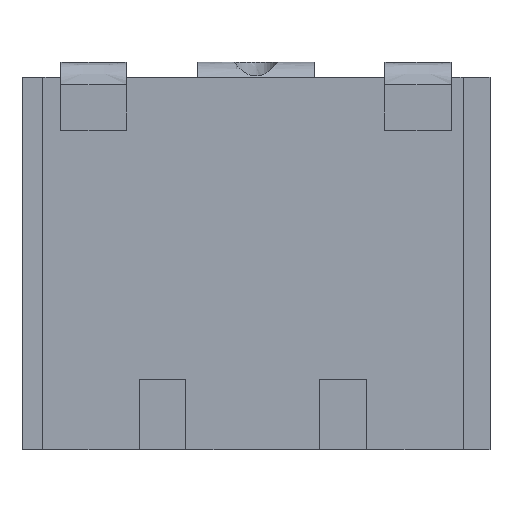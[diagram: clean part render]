
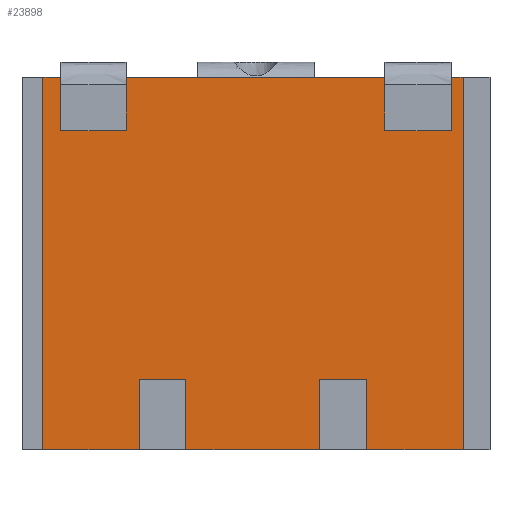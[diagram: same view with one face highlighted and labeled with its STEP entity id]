
A CAD part, front view. The second image highlights one B-rep face of the part: STEP entity #23898.
In plain terms, the highlighted free-form (B-spline) face has degree [1, 1] with [2, 2] control points.
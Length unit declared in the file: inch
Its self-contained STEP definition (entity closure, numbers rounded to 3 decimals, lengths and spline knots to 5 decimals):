
#3539=DIRECTION('',(1.,0.,0.));
#3540=VECTOR('',#3539,0.0323);
#3541=CARTESIAN_POINT('',(0.0457,-0.0885,0.));
#3542=LINE('',#3541,#3540);
#3581=DIRECTION('',(1.,0.,0.));
#3582=VECTOR('',#3581,0.0323);
#3583=CARTESIAN_POINT('',(-0.063,-0.0885,0.));
#3584=LINE('',#3583,#3582);
#10736=DIRECTION('',(0.,0.,1.));
#10737=VECTOR('',#10736,0.125);
#10738=CARTESIAN_POINT('',(0.078,-0.0885,0.));
#10739=LINE('',#10738,#10737);
#10743=DIRECTION('',(-1.,0.,0.));
#10744=VECTOR('',#10743,0.0157);
#10745=CARTESIAN_POINT('',(-0.015,-0.0885,0.0235));
#10746=LINE('',#10745,#10744);
#10750=DIRECTION('',(0.,0.,1.));
#10751=VECTOR('',#10750,0.125);
#10752=CARTESIAN_POINT('',(-0.063,-0.0885,0.));
#10753=LINE('',#10752,#10751);
#10757=DIRECTION('',(0.,0.,-1.));
#10758=VECTOR('',#10757,0.0025);
#10759=CARTESIAN_POINT('',(-0.057,-0.0885,0.125));
#10760=LINE('',#10759,#10758);
#10764=DIRECTION('',(0.,0.,1.));
#10765=VECTOR('',#10764,0.01547);
#10766=CARTESIAN_POINT('',(-0.057,-0.0885,0.10703));
#10767=LINE('',#10766,#10765);
#10771=DIRECTION('',(-1.,0.,0.));
#10772=VECTOR('',#10771,0.022);
#10773=CARTESIAN_POINT('',(-0.035,-0.0885,0.10703));
#10774=LINE('',#10773,#10772);
#10778=DIRECTION('',(0.,0.,-1.));
#10779=VECTOR('',#10778,0.00186);
#10780=CARTESIAN_POINT('',(-0.035,-0.0885,0.10888));
#10781=LINE('',#10780,#10779);
#10785=DIRECTION('',(0.,0.,-1.));
#10786=VECTOR('',#10785,0.01362);
#10787=CARTESIAN_POINT('',(-0.035,-0.0885,0.1225));
#10788=LINE('',#10787,#10786);
#10792=DIRECTION('',(0.,0.,-1.));
#10793=VECTOR('',#10792,0.0025);
#10794=CARTESIAN_POINT('',(-0.035,-0.0885,0.125));
#10795=LINE('',#10794,#10793);
#10799=DIRECTION('',(1.,0.,0.));
#10800=VECTOR('',#10799,0.0867);
#10801=CARTESIAN_POINT('',(-0.035,-0.0885,0.125));
#10802=LINE('',#10801,#10800);
#10806=DIRECTION('',(0.,0.,-1.));
#10807=VECTOR('',#10806,0.0025);
#10808=CARTESIAN_POINT('',(0.0517,-0.0885,0.125));
#10809=LINE('',#10808,#10807);
#10813=DIRECTION('',(0.,0.,1.));
#10814=VECTOR('',#10813,0.01362);
#10815=CARTESIAN_POINT('',(0.0517,-0.0885,0.10888));
#10816=LINE('',#10815,#10814);
#10820=DIRECTION('',(0.,0.,1.));
#10821=VECTOR('',#10820,0.00186);
#10822=CARTESIAN_POINT('',(0.0517,-0.0885,0.10703));
#10823=LINE('',#10822,#10821);
#10827=DIRECTION('',(-1.,0.,0.));
#10828=VECTOR('',#10827,0.0223);
#10829=CARTESIAN_POINT('',(0.074,-0.0885,0.10703));
#10830=LINE('',#10829,#10828);
#10834=DIRECTION('',(0.,0.,-1.));
#10835=VECTOR('',#10834,0.01547);
#10836=CARTESIAN_POINT('',(0.074,-0.0885,0.1225));
#10837=LINE('',#10836,#10835);
#10841=DIRECTION('',(0.,0.,-1.));
#10842=VECTOR('',#10841,0.0025);
#10843=CARTESIAN_POINT('',(0.074,-0.0885,0.125));
#10844=LINE('',#10843,#10842);
#10848=DIRECTION('',(0.,0.,1.));
#10849=VECTOR('',#10848,0.0235);
#10850=CARTESIAN_POINT('',(0.0457,-0.0885,0.));
#10851=LINE('',#10850,#10849);
#10855=DIRECTION('',(-1.,0.,0.));
#10856=VECTOR('',#10855,0.016);
#10857=CARTESIAN_POINT('',(0.0457,-0.0885,0.0235));
#10858=LINE('',#10857,#10856);
#10862=DIRECTION('',(0.,0.,1.));
#10863=VECTOR('',#10862,0.0235);
#10864=CARTESIAN_POINT('',(0.0297,-0.0885,0.));
#10865=LINE('',#10864,#10863);
#10869=DIRECTION('',(1.,0.,0.));
#10870=VECTOR('',#10869,0.0447);
#10871=CARTESIAN_POINT('',(-0.015,-0.0885,0.));
#10872=LINE('',#10871,#10870);
#10876=DIRECTION('',(0.,0.,-1.));
#10877=VECTOR('',#10876,0.0235);
#10878=CARTESIAN_POINT('',(-0.015,-0.0885,0.0235));
#10879=LINE('',#10878,#10877);
#10911=DIRECTION('',(0.,0.,1.));
#10912=VECTOR('',#10911,0.0235);
#10913=CARTESIAN_POINT('',(-0.0307,-0.0885,0.));
#10914=LINE('',#10913,#10912);
#10988=DIRECTION('',(1.,0.,0.));
#10989=VECTOR('',#10988,0.006);
#10990=CARTESIAN_POINT('',(-0.063,-0.0885,0.125));
#10991=LINE('',#10990,#10989);
#11072=DIRECTION('',(1.,0.,0.));
#11073=VECTOR('',#11072,0.004);
#11074=CARTESIAN_POINT('',(0.074,-0.0885,0.125));
#11075=LINE('',#11074,#11073);
#13393=CARTESIAN_POINT('',(0.0457,-0.0885,0.));
#13394=CARTESIAN_POINT('',(0.078,-0.0885,0.));
#13395=VERTEX_POINT('',#13393);
#13396=VERTEX_POINT('',#13394);
#13397=CARTESIAN_POINT('',(-0.063,-0.0885,0.));
#13398=CARTESIAN_POINT('',(-0.0307,-0.0885,0.));
#13399=VERTEX_POINT('',#13397);
#13400=VERTEX_POINT('',#13398);
#13401=CARTESIAN_POINT('',(0.078,-0.0885,0.125));
#13402=VERTEX_POINT('',#13401);
#13403=CARTESIAN_POINT('',(-0.063,-0.0885,0.125));
#13404=VERTEX_POINT('',#13403);
#13437=CARTESIAN_POINT('',(-0.015,-0.0885,0.));
#13438=CARTESIAN_POINT('',(0.0297,-0.0885,0.));
#13439=VERTEX_POINT('',#13437);
#13440=VERTEX_POINT('',#13438);
#14587=CARTESIAN_POINT('',(0.0517,-0.0885,0.125));
#14589=VERTEX_POINT('',#14587);
#14591=CARTESIAN_POINT('',(0.074,-0.0885,0.125));
#14593=VERTEX_POINT('',#14591);
#14595=CARTESIAN_POINT('',(-0.035,-0.0885,0.125));
#14597=VERTEX_POINT('',#14595);
#14599=CARTESIAN_POINT('',(-0.057,-0.0885,0.125));
#14601=VERTEX_POINT('',#14599);
#14625=CARTESIAN_POINT('',(0.0517,-0.0885,0.10888));
#14626=CARTESIAN_POINT('',(0.0517,-0.0885,0.1225));
#14627=VERTEX_POINT('',#14625);
#14628=VERTEX_POINT('',#14626);
#14629=CARTESIAN_POINT('',(0.074,-0.0885,0.1225));
#14630=CARTESIAN_POINT('',(0.074,-0.0885,0.10703));
#14631=VERTEX_POINT('',#14629);
#14632=VERTEX_POINT('',#14630);
#14633=CARTESIAN_POINT('',(0.0517,-0.0885,0.10703));
#14634=VERTEX_POINT('',#14633);
#14635=CARTESIAN_POINT('',(-0.035,-0.0885,0.10703));
#14636=CARTESIAN_POINT('',(-0.057,-0.0885,0.10703));
#14637=VERTEX_POINT('',#14635);
#14638=VERTEX_POINT('',#14636);
#14639=CARTESIAN_POINT('',(-0.035,-0.0885,0.1225));
#14640=CARTESIAN_POINT('',(-0.035,-0.0885,0.10888));
#14641=VERTEX_POINT('',#14639);
#14642=VERTEX_POINT('',#14640);
#14643=CARTESIAN_POINT('',(-0.057,-0.0885,0.1225));
#14644=VERTEX_POINT('',#14643);
#14653=CARTESIAN_POINT('',(0.0457,-0.0885,0.0235));
#14654=VERTEX_POINT('',#14653);
#14655=CARTESIAN_POINT('',(-0.0307,-0.0885,0.0235));
#14656=VERTEX_POINT('',#14655);
#14657=CARTESIAN_POINT('',(0.0297,-0.0885,0.0235));
#14658=VERTEX_POINT('',#14657);
#14659=CARTESIAN_POINT('',(-0.015,-0.0885,0.0235));
#14660=VERTEX_POINT('',#14659);
#23843=CARTESIAN_POINT('',(-0.06582,-0.0885,-0.0025));
#23844=CARTESIAN_POINT('',(-0.06582,-0.0885,0.1275));
#23845=CARTESIAN_POINT('',(0.08082,-0.0885,-0.0025));
#23846=CARTESIAN_POINT('',(0.08082,-0.0885,0.1275));
#23847=B_SPLINE_SURFACE_WITH_KNOTS('',1,1,((#23843,#23844),(#23845,#23846)),
.UNSPECIFIED.,.F.,.F.,.F.,(2,2),(2,2),(-0.11152,0.03512),(-0.0025,0.1275),
.UNSPECIFIED.);
#23849=ORIENTED_EDGE('',*,*,#23848,.T.);
#23851=ORIENTED_EDGE('',*,*,#23850,.F.);
#23852=ORIENTED_EDGE('',*,*,#14974,.F.);
#23854=ORIENTED_EDGE('',*,*,#23853,.T.);
#23856=ORIENTED_EDGE('',*,*,#23855,.T.);
#23858=ORIENTED_EDGE('',*,*,#23857,.T.);
#23860=ORIENTED_EDGE('',*,*,#23859,.F.);
#23862=ORIENTED_EDGE('',*,*,#23861,.F.);
#23864=ORIENTED_EDGE('',*,*,#23863,.F.);
#23866=ORIENTED_EDGE('',*,*,#23865,.F.);
#23868=ORIENTED_EDGE('',*,*,#23867,.F.);
#23870=ORIENTED_EDGE('',*,*,#23869,.T.);
#23872=ORIENTED_EDGE('',*,*,#23871,.T.);
#23874=ORIENTED_EDGE('',*,*,#23873,.F.);
#23876=ORIENTED_EDGE('',*,*,#23875,.F.);
#23878=ORIENTED_EDGE('',*,*,#23877,.F.);
#23880=ORIENTED_EDGE('',*,*,#23879,.F.);
#23882=ORIENTED_EDGE('',*,*,#23881,.F.);
#23884=ORIENTED_EDGE('',*,*,#23883,.T.);
#23885=ORIENTED_EDGE('',*,*,#23836,.F.);
#23886=ORIENTED_EDGE('',*,*,#14958,.F.);
#23888=ORIENTED_EDGE('',*,*,#23887,.T.);
#23890=ORIENTED_EDGE('',*,*,#23889,.T.);
#23892=ORIENTED_EDGE('',*,*,#23891,.F.);
#23893=ORIENTED_EDGE('',*,*,#14950,.F.);
#23895=ORIENTED_EDGE('',*,*,#23894,.F.);
#23896=EDGE_LOOP('',(#23849,#23851,#23852,#23854,#23856,#23858,#23860,#23862,
#23864,#23866,#23868,#23870,#23872,#23874,#23876,#23878,#23880,#23882,#23884,
#23885,#23886,#23888,#23890,#23892,#23893,#23895));
#23897=FACE_OUTER_BOUND('',#23896,.F.);
#23898=ADVANCED_FACE('',(#23897),#23847,.T.);
#14950=EDGE_CURVE('',#13439,#13440,#10872,.T.);
#14958=EDGE_CURVE('',#13395,#13396,#3542,.T.);
#14974=EDGE_CURVE('',#13399,#13400,#3584,.T.);
#23836=EDGE_CURVE('',#13396,#13402,#10739,.T.);
#23848=EDGE_CURVE('',#14660,#14656,#10746,.T.);
#23850=EDGE_CURVE('',#13400,#14656,#10914,.T.);
#23853=EDGE_CURVE('',#13399,#13404,#10753,.T.);
#23855=EDGE_CURVE('',#13404,#14601,#10991,.T.);
#23857=EDGE_CURVE('',#14601,#14644,#10760,.T.);
#23859=EDGE_CURVE('',#14638,#14644,#10767,.T.);
#23861=EDGE_CURVE('',#14637,#14638,#10774,.T.);
#23863=EDGE_CURVE('',#14642,#14637,#10781,.T.);
#23865=EDGE_CURVE('',#14641,#14642,#10788,.T.);
#23867=EDGE_CURVE('',#14597,#14641,#10795,.T.);
#23869=EDGE_CURVE('',#14597,#14589,#10802,.T.);
#23871=EDGE_CURVE('',#14589,#14628,#10809,.T.);
#23873=EDGE_CURVE('',#14627,#14628,#10816,.T.);
#23875=EDGE_CURVE('',#14634,#14627,#10823,.T.);
#23877=EDGE_CURVE('',#14632,#14634,#10830,.T.);
#23879=EDGE_CURVE('',#14631,#14632,#10837,.T.);
#23881=EDGE_CURVE('',#14593,#14631,#10844,.T.);
#23883=EDGE_CURVE('',#14593,#13402,#11075,.T.);
#23887=EDGE_CURVE('',#13395,#14654,#10851,.T.);
#23889=EDGE_CURVE('',#14654,#14658,#10858,.T.);
#23891=EDGE_CURVE('',#13440,#14658,#10865,.T.);
#23894=EDGE_CURVE('',#14660,#13439,#10879,.T.);
